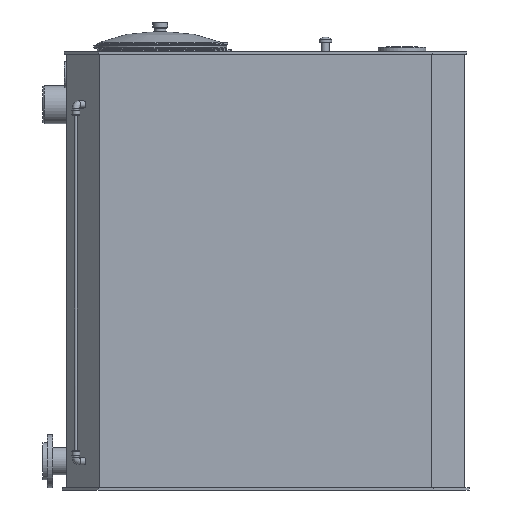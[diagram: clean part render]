
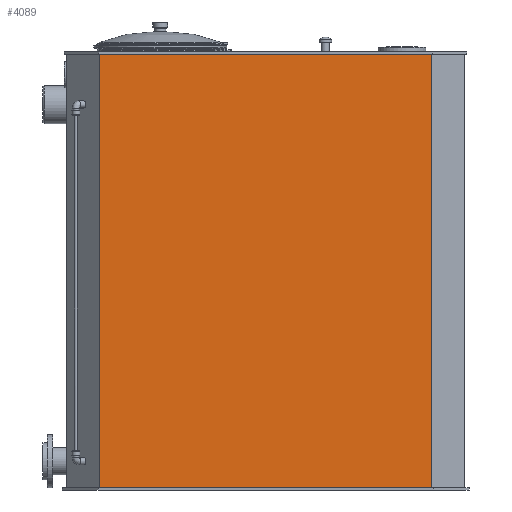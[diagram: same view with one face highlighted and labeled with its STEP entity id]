
A CAD part, front view. The second image highlights one B-rep face of the part: STEP entity #4089.
In plain terms, the highlighted planar face has unit normal (0, -1, 0).
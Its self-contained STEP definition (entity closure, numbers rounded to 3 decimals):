
#234=LINE('',#6562,#509);
#251=LINE('',#6595,#526);
#262=LINE('',#6618,#537);
#264=LINE('',#6621,#539);
#509=VECTOR('',#5455,10.);
#526=VECTOR('',#5490,10.);
#537=VECTOR('',#5513,10.);
#539=VECTOR('',#5517,10.);
#810=PLANE('',#4549);
#1211=FACE_OUTER_BOUND('',#1606,.T.);
#1606=EDGE_LOOP('',(#3481,#3482,#3483,#3484));
#2152=VERTEX_POINT('',#6558);
#2154=VERTEX_POINT('',#6561);
#2161=VERTEX_POINT('',#6593);
#2167=VERTEX_POINT('',#6617);
#2606=EDGE_CURVE('',#2154,#2152,#234,.T.);
#2623=EDGE_CURVE('',#2161,#2152,#251,.T.);
#2634=EDGE_CURVE('',#2167,#2154,#262,.T.);
#2636=EDGE_CURVE('',#2167,#2161,#264,.T.);
#3481=ORIENTED_EDGE('',*,*,#2606,.T.);
#3482=ORIENTED_EDGE('',*,*,#2623,.F.);
#3483=ORIENTED_EDGE('',*,*,#2636,.F.);
#3484=ORIENTED_EDGE('',*,*,#2634,.T.);
#4089=ADVANCED_FACE('',(#1211),#810,.T.);
#4549=AXIS2_PLACEMENT_3D('',#6620,#5515,#5516);
#5455=DIRECTION('',(-1.,0.,0.));
#5490=DIRECTION('',(0.,0.,1.));
#5513=DIRECTION('',(0.,0.,1.));
#5515=DIRECTION('center_axis',(0.,-1.,0.));
#5516=DIRECTION('ref_axis',(0.,0.,1.));
#5517=DIRECTION('',(-1.,0.,0.));
#6558=CARTESIAN_POINT('',(-691.716,-425.,1820.));
#6561=CARTESIAN_POINT('',(691.716,-425.,1820.));
#6562=CARTESIAN_POINT('',(691.716,-425.,1820.));
#6593=CARTESIAN_POINT('',(-691.716,-425.,10.));
#6595=CARTESIAN_POINT('',(-691.716,-425.,10.));
#6617=CARTESIAN_POINT('',(691.716,-425.,10.));
#6618=CARTESIAN_POINT('',(691.716,-425.,10.));
#6620=CARTESIAN_POINT('Origin',(691.716,-425.,10.));
#6621=CARTESIAN_POINT('',(345.858,-425.,10.));
